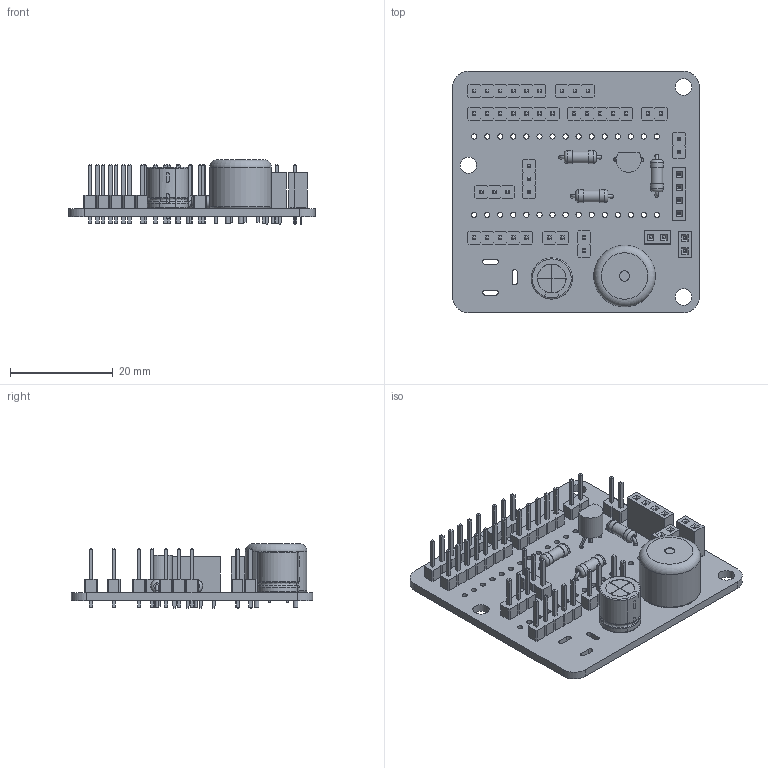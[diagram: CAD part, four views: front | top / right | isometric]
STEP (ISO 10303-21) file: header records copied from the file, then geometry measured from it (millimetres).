
FILE_DESCRIPTION(('KiCad electronic assembly'),'2;1');
FILE_NAME('reflowOvenPCB.step','2020-05-30T22:39:24',('An Author'),( 'A Company'),'Open CASCADE STEP processor 6.9', 'KiCad to STEP converter','Unknown');
FILE_SCHEMA(('AUTOMOTIVE_DESIGN { 1 0 10303 214 1 1 1 1 }'));
Length unit declared in the file: millimetre
Products named in the file (25): Open CASCADE STEP translator 6.9 1; PinHeader_1x02_P2.54mm_Vertical; SOLID; CP_Radial_D8.0mm_P3.50mm; Buzzer_12x9.5RM7.6; TO-92_Inline_Wide; R_Axial_DIN0207_L6.3mm_D2.5mm_P7.62mm_Horizontal; PinHeader_1x03_P2.54mm_Vertical; PinHeader_1x05_P2.54mm_Vertical; PinHeader_1x07_P2.54mm_Vertical; PinSocket_1x04_P2.54mm_Vertical; Socket_header_Arduino_1x15; PinHeader_1x06_P2.54mm_Vertical; PinSocket_1x02_P2.54mm_Vertical; COMPOUND
Assembly tree (34 placements, depth 3):
  Open CASCADE STEP translator 6.9 1
    PinHeader_1x02_P2.54mm_Vertical  x4
      SOLID
    CP_Radial_D8.0mm_P3.50mm
      SOLID
    Buzzer_12x9.5RM7.6
      SOLID
    TO-92_Inline_Wide
      SOLID
    R_Axial_DIN0207_L6.3mm_D2.5mm_P7.62mm_Horizontal  x3
      SOLID
    PinHeader_1x03_P2.54mm_Vertical  x3
      SOLID
    PinHeader_1x05_P2.54mm_Vertical  x2
      SOLID
    PinHeader_1x07_P2.54mm_Vertical
      SOLID
    PinSocket_1x04_P2.54mm_Vertical
      SOLID
    Socket_header_Arduino_1x15  x2
    PinHeader_1x06_P2.54mm_Vertical
      SOLID
    PinSocket_1x02_P2.54mm_Vertical  x2
      SOLID
    COMPOUND
Bounding box: 48.01 x 46.99 x 12.63 mm (x, y, z)
Volume: 6175.7 mm3; surface area: 9140.2 mm2
Topology: 21 solids, 22 shells, 1537 faces, 3729 edges, 2361 vertices
Faces by surface type: plane 1366, cylinder 139, torus 18, bspline 8, revolution 6
Full cylindrical faces by diameter (mm): 0.5 x2, 0.6 x6, 0.8 x11, 0.9 x2, 1 x50, 1.016 x30, 2 x1, 2.25 x3, 2.5 x6, 3.2 x3, 12 x1
Entity records: 71304 total; most frequent: CARTESIAN_POINT 13281, DIRECTION 9659, LINE 6776, VECTOR 6776, ORIENTED_EDGE 4954, PCURVE 4954, DEFINITIONAL_REPRESENTATION 4954, EDGE_CURVE 2477
